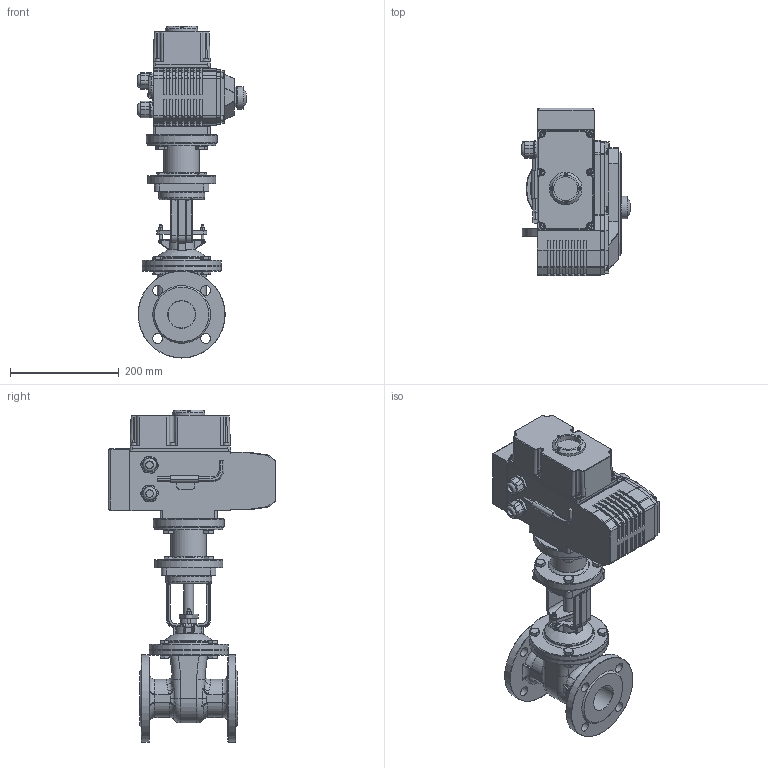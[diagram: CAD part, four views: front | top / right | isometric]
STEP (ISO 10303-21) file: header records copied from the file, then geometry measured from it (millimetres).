
FILE_DESCRIPTION(/* description */ (''),/* implementation_level */ '2;1');
FILE_NAME(/* name */ 'DN50_3D_STEP.stp',/* time_stamp */ '2025-04-15T00:24:18+03:00',/* author */ ('igorr'),/* organization */ (''),/* preprocessor_version */ 'ST-DEVELOPER v20',/* originating_system */ 'Autodesk Inventor 2025',/* authorisation */ '');
FILE_SCHEMA (('AUTOMOTIVE_DESIGN { 1 0 10303 214 3 1 1 }'));
Products named in the file (12): Сборка1; Деталь1; Тип Б; Сборка; Деталь; AS 1420 - 1973 - M3 x 6; AS 1420 - 1973 - M6 x 16; AS 1420 - 1973 - M5 x 16; Деталь3; AS 1110 - M10 x 16; AS 1110 - M12 x 20; ANSI B18.2.4.2M - M5x0,8
Assembly tree (39 placements, depth 3):
  Сборка1
    Деталь1
    Тип Б
    Сборка
      Деталь
      AS 1420 - 1973 - M3 x 6  x4
      AS 1420 - 1973 - M6 x 16  x6
      AS 1420 - 1973 - M5 x 16  x6
      Деталь3
    AS 1110 - M10 x 16  x12
    AS 1110 - M12 x 20  x4
    ANSI B18.2.4.2M - M5x0,8  x2
Bounding box: 200 x 308 x 610 mm (x, y, z)
Volume: 8404467.9 mm3; surface area: 722328.6 mm2
Topology: 40 solids, 45 shells, 1968 faces, 4866 edges, 3041 vertices
Faces by surface type: plane 985, cylinder 498, cone 194, bspline 163, torus 123, sphere 5
Full cylindrical faces by diameter (mm): 3 x8, 4.134 x2, 5 x10, 5.5 x4, 6 x6, 7 x4, 8 x2, 8.5 x6, 9 x4, 10 x22, 12 x16, 13.606 x2, 14 x4, 16 x12, 18 x13, 20 x1, 27.184 x2, 30 x1, 32 x2, 41.63 x1, 41.932 x1, 44 x1, 45 x1, 48.957 x1, 50 x3, 60 x2, 65 x1, 70 x1, 74 x1, 80 x1
Entity records: 51421 total; most frequent: CARTESIAN_POINT 15561, ORIENTED_EDGE 7188, DIRECTION 7005, EDGE_CURVE 3594, AXIS2_PLACEMENT_3D 2539, VERTEX_POINT 2279, LINE 1927, VECTOR 1927
